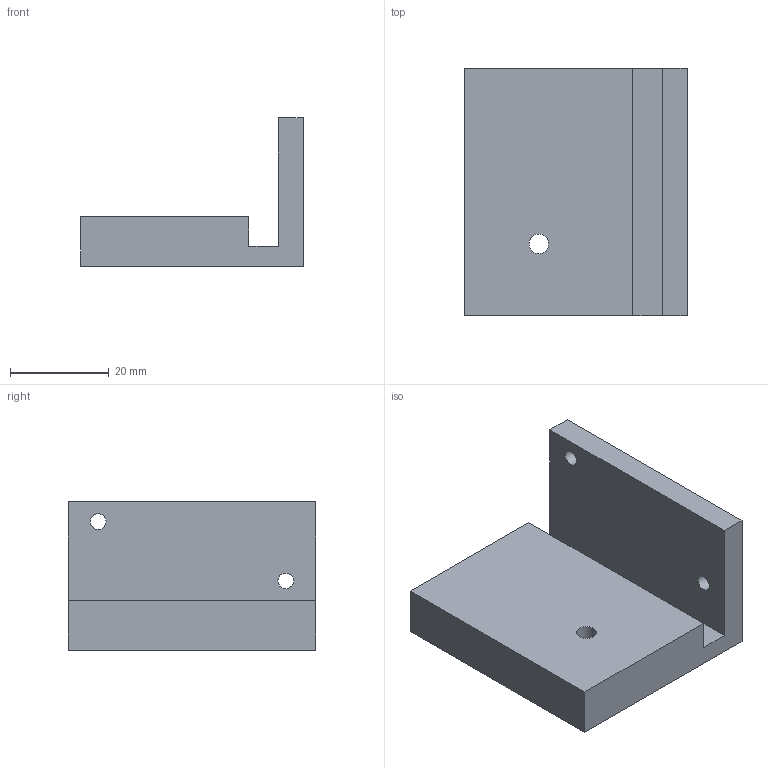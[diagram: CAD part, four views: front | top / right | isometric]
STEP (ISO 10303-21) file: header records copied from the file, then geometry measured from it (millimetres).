
FILE_DESCRIPTION(/* description */ (''),/* implementation_level */ '2;1');
FILE_NAME(/* name */ 'HolderSupport.step',/* time_stamp */ '2025-06-16T07:31:26+02:00',/* author */ (''),/* organization */ (''),/* preprocessor_version */ 'ST-DEVELOPER v20.1',/* originating_system */ 'Autodesk Translation Framework v14.10.0.0',/* authorisation */ '');
FILE_SCHEMA (('AUTOMOTIVE_DESIGN { 1 0 10303 214 3 1 1 }'));
Length unit declared in the file: millimetre
Products named in the file (1): HolderSupport (v6~recovered)
Bounding box: 45 x 50 x 30 mm (x, y, z)
Volume: 23401.6 mm3; surface area: 9701.3 mm2
Topology: 1 solids, 1 shells, 22 faces, 53 edges, 34 vertices
Faces by surface type: plane 13, cylinder 7, torus 2
Full cylindrical faces by diameter (mm): 3.2 x2, 4 x1
Entity records: 706 total; most frequent: CARTESIAN_POINT 136, DIRECTION 111, ORIENTED_EDGE 106, EDGE_CURVE 53, LINE 37, VECTOR 37, AXIS2_PLACEMENT_3D 37, VERTEX_POINT 34
